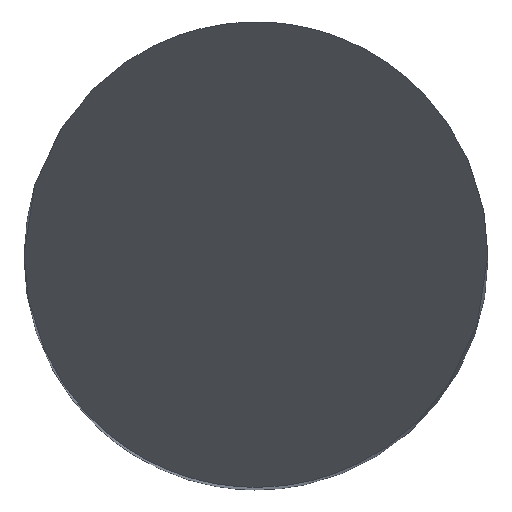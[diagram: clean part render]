
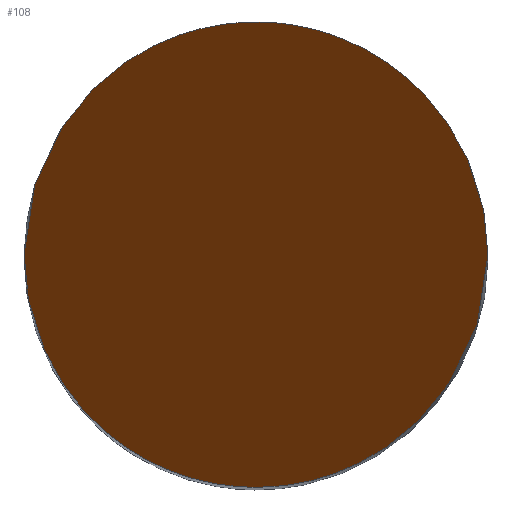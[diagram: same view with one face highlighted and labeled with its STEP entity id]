
A CAD part, top view. The second image highlights one B-rep face of the part: STEP entity #108.
In plain terms, the highlighted planar face has unit normal (0, -0.866, 0.5).
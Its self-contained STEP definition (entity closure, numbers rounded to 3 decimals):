
#108=ADVANCED_FACE('',(#157),#131,.F.);
#131=PLANE('',#734);
#157=FACE_OUTER_BOUND('',#194,.T.);
#194=EDGE_LOOP('',(#351,#352));
#351=ORIENTED_EDGE('',*,*,#547,.F.);
#352=ORIENTED_EDGE('',*,*,#565,.F.);
#477=VERTEX_POINT('',#1377);
#478=VERTEX_POINT('',#1378);
#547=EDGE_CURVE('',#477,#478,#668,.T.);
#565=EDGE_CURVE('',#478,#477,#672,.T.);
#668=(
BOUNDED_CURVE()
B_SPLINE_CURVE(3,(#1373,#1374,#1375,#1376),.UNSPECIFIED.,.F.,.F.)
B_SPLINE_CURVE_WITH_KNOTS((4,4),(0.,1.),.UNSPECIFIED.)
CURVE()
GEOMETRIC_REPRESENTATION_ITEM()
RATIONAL_B_SPLINE_CURVE((1.,0.333,0.333,1.))
REPRESENTATION_ITEM('')
);
#672=(
BOUNDED_CURVE()
B_SPLINE_CURVE(3,(#1432,#1433,#1434,#1435),.UNSPECIFIED.,.F.,.F.)
B_SPLINE_CURVE_WITH_KNOTS((4,4),(0.,1.),.UNSPECIFIED.)
CURVE()
GEOMETRIC_REPRESENTATION_ITEM()
RATIONAL_B_SPLINE_CURVE((1.,0.333,0.333,1.))
REPRESENTATION_ITEM('')
);
#734=AXIS2_PLACEMENT_3D('',#1465,#843,#844);
#843=DIRECTION('',(0.,0.866,-0.5));
#844=DIRECTION('',(0.,-0.5,-0.866));
#1373=CARTESIAN_POINT('',(-2.5,0.,0.));
#1374=CARTESIAN_POINT('',(-2.5,5.,8.66));
#1375=CARTESIAN_POINT('',(2.5,5.,8.66));
#1376=CARTESIAN_POINT('',(2.5,0.,0.));
#1377=CARTESIAN_POINT('',(-2.5,0.,0.));
#1378=CARTESIAN_POINT('',(2.5,0.,0.));
#1432=CARTESIAN_POINT('',(2.5,0.,0.));
#1433=CARTESIAN_POINT('',(2.5,-5.,-8.66));
#1434=CARTESIAN_POINT('',(-2.5,-5.,-8.66));
#1435=CARTESIAN_POINT('',(-2.5,0.,0.));
#1465=CARTESIAN_POINT('',(2.5,2.5,4.33));
